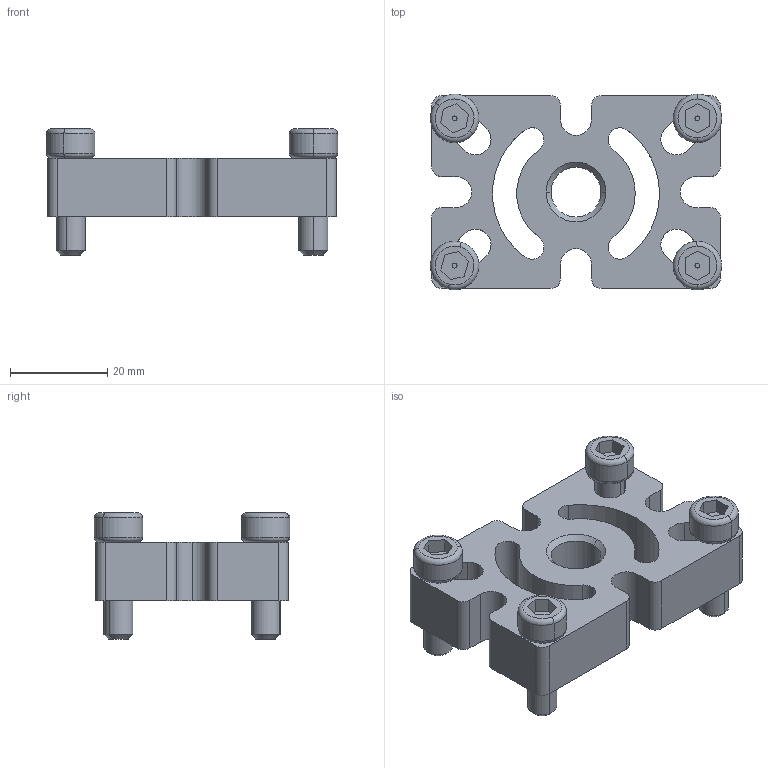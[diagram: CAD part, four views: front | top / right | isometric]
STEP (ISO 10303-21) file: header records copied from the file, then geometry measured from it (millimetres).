
FILE_DESCRIPTION (( 'STEP AP214' ), '1' );
FILE_NAME ('A335 Àäàïòåð 40õ60 (ñòàëü îö.) äëÿ îïîðû Ì12.STEP', '2019-05-24T12:43:04', ( 'Windows User' ), ( '' ), 'SwSTEP 2.0', 'SolidWorks 2018', '' );
FILE_SCHEMA (( 'AUTOMOTIVE_DESIGN' ));
Length unit declared in the file: millimetre
Products named in the file (3): A335 Àäàïòåð 40õ60 (ñòàëü îö.) äëÿ îïîðû Ì12; A335 Àäàïòåð 40õ60 (ñòàëü îö.) äëÿ îïîðû Ì12_00; A335 Àäàïòåð 40õ60 (Àëþì) äëÿ îïîðû Ì12, Âèíò(1)_00
Assembly tree (5 placements, depth 2):
  A335 Àäàïòåð 40õ60 (ñòàëü îö.) äëÿ îïîðû Ì12
    A335 Àäàïòåð 40õ60 (ñòàëü îö.) äëÿ îïîðû Ì12_00
    A335 Àäàïòåð 40õ60 (Àëþì) äëÿ îïîðû Ì12, Âèíò(1)_00  x4
Bounding box: 60.03 x 40.32 x 26 mm (x, y, z)
Volume: 21789.1 mm3; surface area: 12407.2 mm2
Topology: 5 solids, 5 shells, 165 faces, 401 edges, 258 vertices
Faces by surface type: plane 70, cylinder 67, torus 16, cone 12
Entity records: 3239 total; most frequent: DIRECTION 577, CARTESIAN_POINT 529, ORIENTED_EDGE 514, EDGE_CURVE 257, AXIS2_PLACEMENT_3D 216, VERTEX_POINT 168, LINE 145, VECTOR 145
